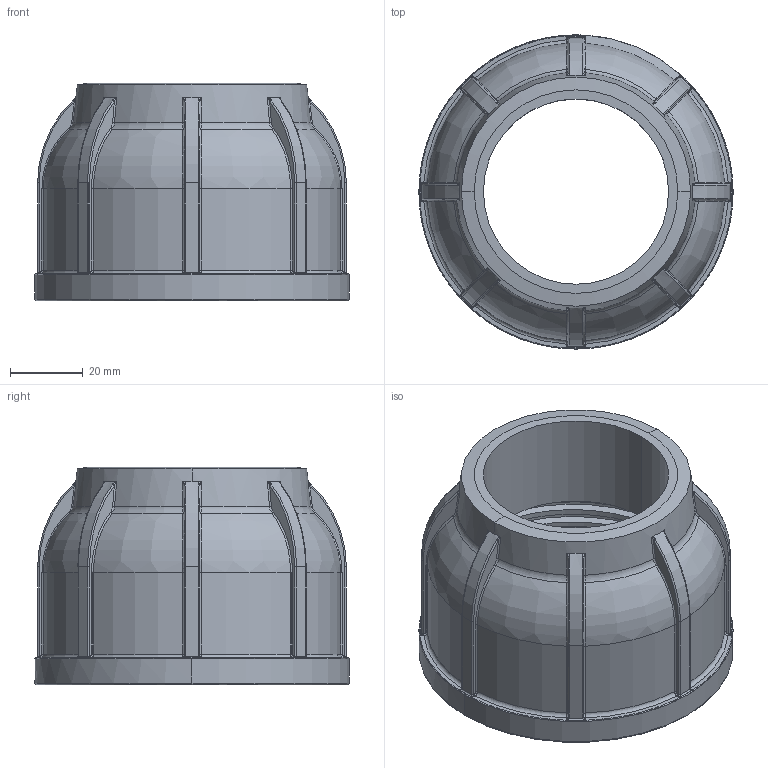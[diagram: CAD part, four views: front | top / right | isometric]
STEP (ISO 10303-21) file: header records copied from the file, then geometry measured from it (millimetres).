
FILE_DESCRIPTION (( 'STEP AP203' ), '1' );
FILE_NAME ('R209.050.000.STEP', '2015-06-09T10:25:02', ( '' ), ( '' ), 'SwSTEP 2.0', 'SolidWorks 2012', '' );
FILE_SCHEMA (( 'CONFIG_CONTROL_DESIGN' ));
Length unit declared in the file: millimetre
Products named in the file (1): R209.050.000
Bounding box: 86.5 x 86.5 x 60 mm (x, y, z)
Volume: 95516.5 mm3; surface area: 40046.3 mm2
Topology: 1 solids, 1 shells, 813 faces, 1832 edges, 1008 vertices
Faces by surface type: bspline 261, cylinder 179, torus 132, plane 130, sphere 100, cone 11
Entity records: 30360 total; most frequent: CARTESIAN_POINT 14062, ORIENTED_EDGE 3632, DIRECTION 3224, EDGE_CURVE 1816, AXIS2_PLACEMENT_3D 1441, VERTEX_POINT 1008, CIRCLE 888, EDGE_LOOP 818
